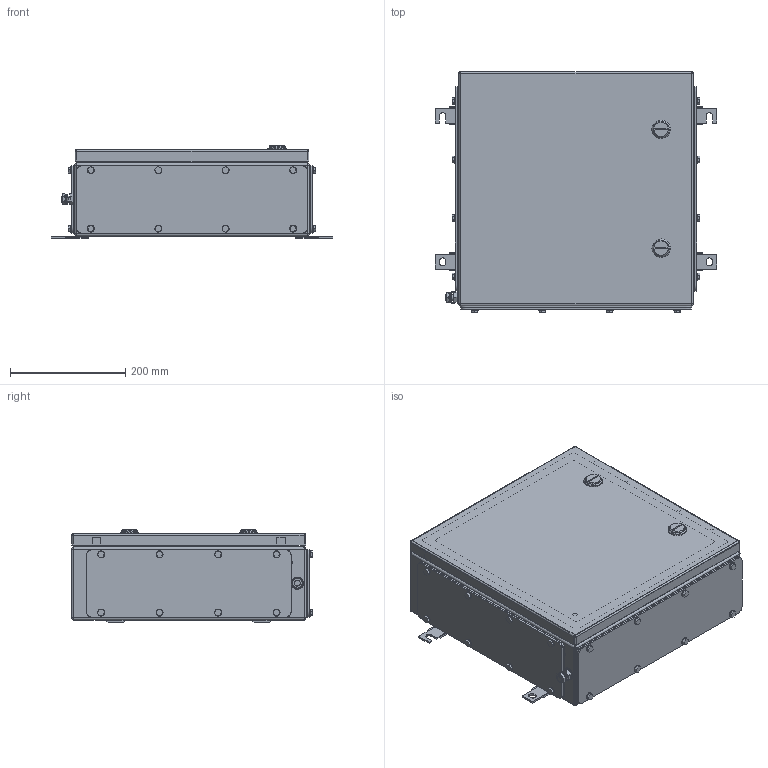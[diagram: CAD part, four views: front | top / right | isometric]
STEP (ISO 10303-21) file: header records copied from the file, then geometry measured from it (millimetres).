
FILE_DESCRIPTION(('CATIA V5 STEP Exchange','CAx-IF Rec.Pracs.--- Model Styling and Organization---1.4--- 2014-01-23'),'2;1');
FILE_NAME ('1530540-3_0_8000109895_8000109895_KTB_QL_404015_S4E3_LD.stp','2023-05-02T07:00:07+00:00',('none'),('Weidmueller'),'CATIA Version 5-6 Release 2016 SP3 HF44','CATIA V5 STEP AP214','none');
FILE_SCHEMA(('AUTOMOTIVE_DESIGN { 1 0 10303 214 1 1 1 1 }'));
Products named in the file (1): 8000109895 KTB QL 404015 S4E3
Bounding box: 487 x 417 x 159.8 mm (x, y, z)
Volume: 1537974.2 mm3; surface area: 1628412.6 mm2
Topology: 104 solids, 106 shells, 2131 faces, 5058 edges, 3224 vertices
Faces by surface type: cylinder 984, plane 899, cone 196, bspline 28, torus 16, sphere 8
Entity records: 68415 total; most frequent: CARTESIAN_POINT 20931, ORIENTED_EDGE 9924, DIRECTION 8442, EDGE_CURVE 4962, AXIS2_PLACEMENT_3D 3645, VERTEX_POINT 3224, VECTOR 2702, LINE 2702
